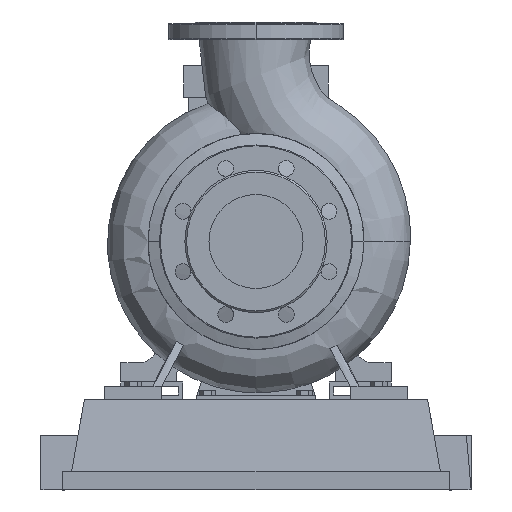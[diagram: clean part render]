
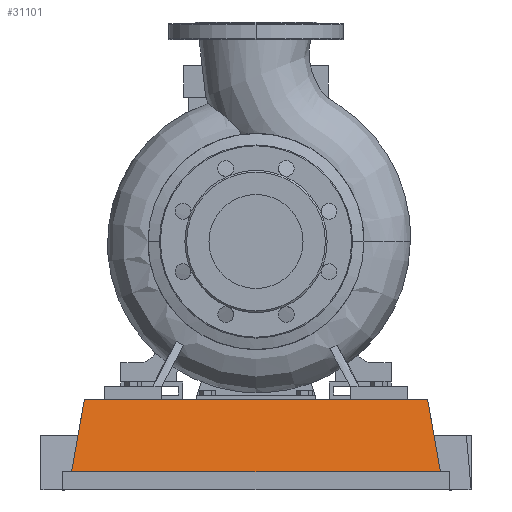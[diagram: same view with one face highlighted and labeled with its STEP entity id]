
A CAD part, left-side view. The second image highlights one B-rep face of the part: STEP entity #31101.
In plain terms, the highlighted planar face has unit normal (-0.985, 0, 0.174).
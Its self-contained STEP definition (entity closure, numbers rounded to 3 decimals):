
#28986=CARTESIAN_POINT('',(-77.5,-210.,20.6));
#28987=VERTEX_POINT('',#28986);
#28994=CARTESIAN_POINT('',(-77.5,210.0,20.6));
#28995=VERTEX_POINT('',#28994);
#28996=CARTESIAN_POINT('',(-77.5,-210.,20.6));
#28997=DIRECTION('',(0.0,1.0,0.0));
#28998=VECTOR('',#28997,420.0);
#28999=LINE('',#28996,#28998);
#29000=EDGE_CURVE('',#28987,#28995,#28999,.T.);
#30835=CARTESIAN_POINT('',(-62.971,-195.471,103.0));
#30836=VERTEX_POINT('',#30835);
#30843=CARTESIAN_POINT('',(-77.5,-210.,20.6));
#30844=DIRECTION('',(0.171,0.171,0.97));
#30845=VECTOR('',#30844,84.923);
#30846=LINE('',#30843,#30845);
#30847=EDGE_CURVE('',#28987,#30836,#30846,.T.);
#31078=CARTESIAN_POINT('',(-77.5,-210.,20.6));
#31079=DIRECTION('',(-0.985,0.,0.174));
#31080=DIRECTION('',(0.0,-1.0,0.0));
#31081=AXIS2_PLACEMENT_3D('',#31078,#31079,#31080);
#31082=PLANE('',#31081);
#31083=CARTESIAN_POINT('',(-62.971,195.471,103.0));
#31084=VERTEX_POINT('',#31083);
#31085=CARTESIAN_POINT('',(-62.971,-195.471,103.0));
#31086=DIRECTION('',(0.0,1.0,0.0));
#31087=VECTOR('',#31086,390.941);
#31088=LINE('',#31085,#31087);
#31089=EDGE_CURVE('',#30836,#31084,#31088,.T.);
#31090=ORIENTED_EDGE('',*,*,#31089,.T.);
#31091=CARTESIAN_POINT('',(-77.5,210.0,20.6));
#31092=DIRECTION('',(0.171,-0.171,0.97));
#31093=VECTOR('',#31092,84.923);
#31094=LINE('',#31091,#31093);
#31095=EDGE_CURVE('',#28995,#31084,#31094,.T.);
#31096=ORIENTED_EDGE('',*,*,#31095,.F.);
#31097=ORIENTED_EDGE('',*,*,#29000,.F.);
#31098=ORIENTED_EDGE('',*,*,#30847,.T.);
#31099=EDGE_LOOP('',(#31090,#31096,#31097,#31098));
#31100=FACE_OUTER_BOUND('',#31099,.T.);
#31101=ADVANCED_FACE('',(#31100),#31082,.T.);
